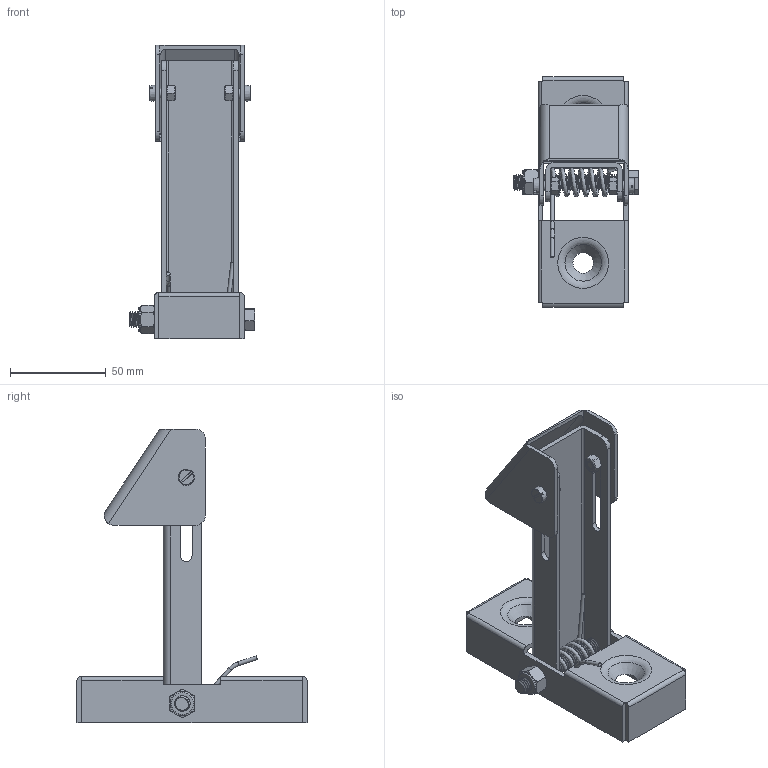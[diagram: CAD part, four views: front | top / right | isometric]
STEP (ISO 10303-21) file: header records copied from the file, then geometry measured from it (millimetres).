
FILE_DESCRIPTION(/* description */ (''),/* implementation_level */ '2;1');
FILE_NAME(/* name */ '1303V.stp',/* time_stamp */ '2017-03-16T08:22:34+01:00',/* author */ ('Giuliano'),/* organization */ (''),/* preprocessor_version */ 'ST-DEVELOPER v16.5',/* originating_system */ 'Autodesk Inventor 2017',/* authorisation */ '');
FILE_SCHEMA (('AUTOMOTIVE_DESIGN { 1 0 10303 214 3 1 1 }'));
Length unit declared in the file: millimetre
Products named in the file (1): Pièce1
Bounding box: 65.5 x 120 x 153 mm (x, y, z)
Volume: 71787.2 mm3; surface area: 65628.9 mm2
Topology: 1 solids, 1 shells, 205 faces, 549 edges, 356 vertices
Faces by surface type: plane 114, cylinder 49, torus 22, cone 17, bspline 3
Full cylindrical faces by diameter (mm): 2 x4, 4.134 x2, 4.51 x2, 5 x2, 5.1 x2, 8.2 x4, 12.5 x1
Entity records: 19408 total; most frequent: CARTESIAN_POINT 14268, ORIENTED_EDGE 998, DIRECTION 995, EDGE_CURVE 494, AXIS2_PLACEMENT_3D 373, VERTEX_POINT 339, EDGE_LOOP 276, LINE 249
